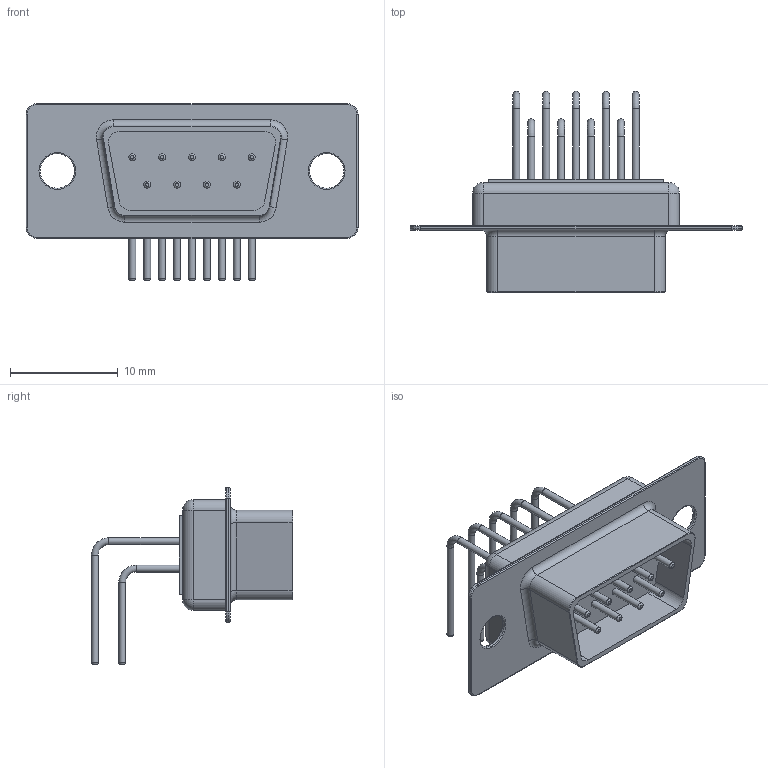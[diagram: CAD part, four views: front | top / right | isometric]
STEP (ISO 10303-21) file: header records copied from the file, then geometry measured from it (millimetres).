
FILE_DESCRIPTION(/* description */ ('model of DSUB-9_Male_Horizontal_P2.77x2.84mm_EdgePinOffset9.40mm'),/* implementation_level */ '2;1');
FILE_NAME(/* name */ 'DSUB-9_Male_Horizontal_P2.77x2.84mm_EdgePinOffset9.40mm.step',/* time_stamp */ '2024-02-10T16:23:13',/* author */ ('KiCAD','kicad'),/* organization */ ('OCCT'),/* preprocessor_version */ '',/* originating_system */ 'KiCAD',/* authorisation */ '');
FILE_SCHEMA(('AUTOMOTIVE_DESIGN { 1 0 10303 214 1 1 1 1 }'));
Length unit declared in the file: millimetre
Products named in the file (1): DSUB-9_Male_Horizontal_P2.77x2.84mm_EdgePinOffset9.40mm
Bounding box: 30.8 x 18.66 x 16.4 mm (x, y, z)
Volume: 1363.7 mm3; surface area: 1940.5 mm2
Topology: 1 solids, 2 shells, 179 faces, 379 edges, 222 vertices
Faces by surface type: cylinder 74, plane 50, torus 43, cone 4, sphere 4, revolution 4
Full cylindrical faces by diameter (mm): 0.64 x36, 3.2 x2
Entity records: 7108 total; most frequent: DIRECTION 948, CARTESIAN_POINT 945, ORIENTED_EDGE 750, AXIS2_PLACEMENT_3D 397, EDGE_CURVE 375, PRESENTATION_STYLE_ASSIGNMENT 235, SURFACE_STYLE_USAGE 235, SURFACE_SIDE_STYLE 235
